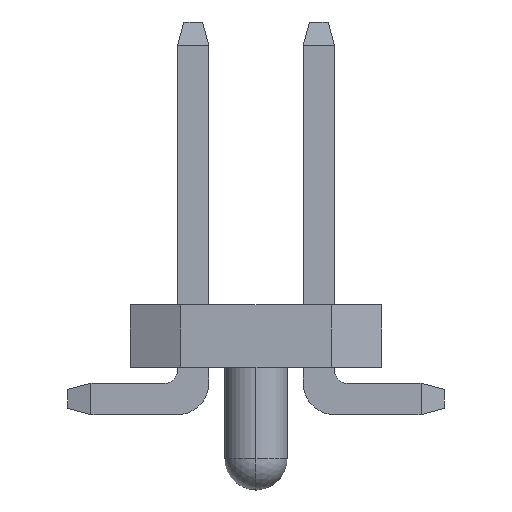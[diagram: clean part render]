
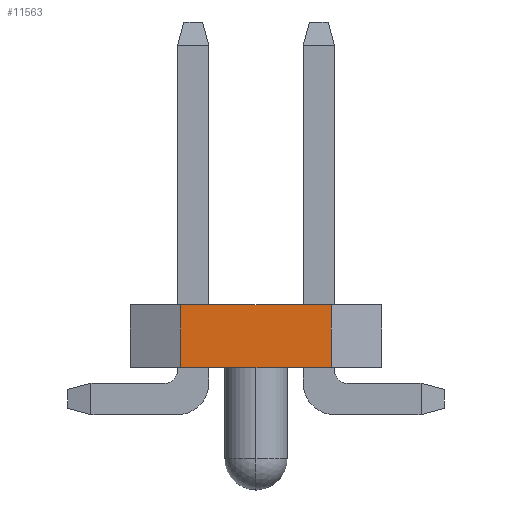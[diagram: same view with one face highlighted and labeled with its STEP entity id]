
A CAD part, left-side view. The second image highlights one B-rep face of the part: STEP entity #11563.
In plain terms, the highlighted planar face has unit normal (-1, 0, 0).
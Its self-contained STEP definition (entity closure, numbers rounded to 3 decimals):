
#349 = CARTESIAN_POINT ( 'NONE',  ( -25., 1.2, 1. ) ) ;
#369 = EDGE_LOOP ( 'NONE', ( #9426, #5476, #6631, #5798 ) ) ;
#457 = CARTESIAN_POINT ( 'NONE',  ( -25., 1.2, 0. ) ) ;
#567 = VECTOR ( 'NONE', #8421, 1000. ) ;
#1244 = LINE ( 'NONE', #9231, #567 ) ;
#1507 = EDGE_CURVE ( 'NONE', #9031, #9674, #1244, .T. ) ;
#1914 = DIRECTION ( 'NONE',  ( 0., 0., -1. ) ) ;
#3754 = CARTESIAN_POINT ( 'NONE',  ( -25., -2., 1. ) ) ;
#3939 = DIRECTION ( 'NONE',  ( 0., 0., 1. ) ) ;
#4475 = EDGE_CURVE ( 'NONE', #9031, #8398, #4482, .T. ) ;
#4482 = LINE ( 'NONE', #7203, #7406 ) ;
#4818 = PLANE ( 'NONE',  #10576 ) ;
#5386 = VECTOR ( 'NONE', #3939, 1000. ) ;
#5476 = ORIENTED_EDGE ( 'NONE', *, *, #7626, .T. ) ;
#5591 = FACE_OUTER_BOUND ( 'NONE', #369, .T. ) ;
#5613 = CARTESIAN_POINT ( 'NONE',  ( -25., -1.2, 1. ) ) ;
#5660 = LINE ( 'NONE', #9202, #5386 ) ;
#5727 = LINE ( 'NONE', #8330, #5758 ) ;
#5758 = VECTOR ( 'NONE', #9205, 1000. ) ;
#5798 = ORIENTED_EDGE ( 'NONE', *, *, #1507, .F. ) ;
#6631 = ORIENTED_EDGE ( 'NONE', *, *, #8394, .F. ) ;
#7203 = CARTESIAN_POINT ( 'NONE',  ( -25., -2., 0. ) ) ;
#7317 = VERTEX_POINT ( 'NONE', #5613 ) ;
#7353 = DIRECTION ( 'NONE',  ( 1., 0., 0. ) ) ;
#7406 = VECTOR ( 'NONE', #10756, 1000. ) ;
#7626 = EDGE_CURVE ( 'NONE', #8398, #7317, #5660, .T. ) ;
#8330 = CARTESIAN_POINT ( 'NONE',  ( -25., -2., 1. ) ) ;
#8394 = EDGE_CURVE ( 'NONE', #9674, #7317, #5727, .T. ) ;
#8398 = VERTEX_POINT ( 'NONE', #9384 ) ;
#8421 = DIRECTION ( 'NONE',  ( 0., 0., 1. ) ) ;
#9031 = VERTEX_POINT ( 'NONE', #457 ) ;
#9202 = CARTESIAN_POINT ( 'NONE',  ( -25., -1.2, -2.5 ) ) ;
#9205 = DIRECTION ( 'NONE',  ( 0., -1., 0. ) ) ;
#9231 = CARTESIAN_POINT ( 'NONE',  ( -25., 1.2, -2.5 ) ) ;
#9384 = CARTESIAN_POINT ( 'NONE',  ( -25., -1.2, 0. ) ) ;
#9426 = ORIENTED_EDGE ( 'NONE', *, *, #4475, .T. ) ;
#9674 = VERTEX_POINT ( 'NONE', #349 ) ;
#10576 = AXIS2_PLACEMENT_3D ( 'NONE', #3754, #7353, #1914 ) ;
#10756 = DIRECTION ( 'NONE',  ( 0., -1., 0. ) ) ;
#11563 = ADVANCED_FACE ( 'NONE', ( #5591 ), #4818, .F. ) ;
